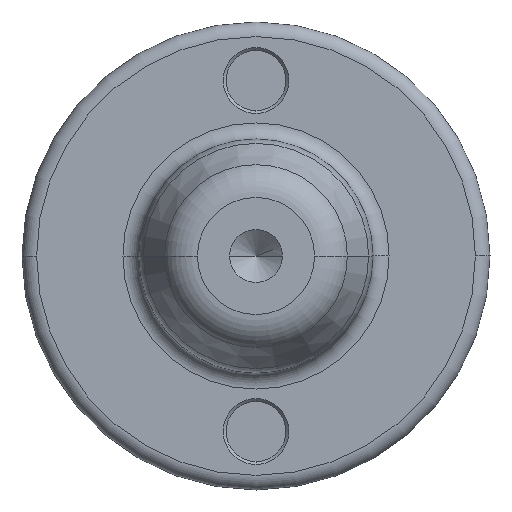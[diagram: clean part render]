
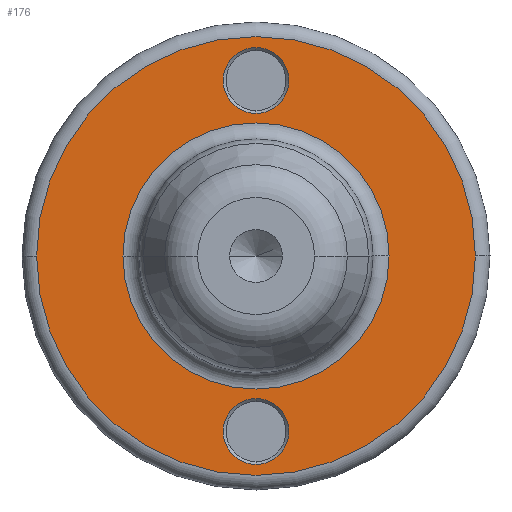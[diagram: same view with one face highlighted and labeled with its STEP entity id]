
A CAD part, front view. The second image highlights one B-rep face of the part: STEP entity #176.
In plain terms, the highlighted planar face has unit normal (0, -1, 0).
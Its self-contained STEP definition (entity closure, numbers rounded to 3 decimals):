
#20 = ORIENTED_EDGE ( 'NONE', *, *, #789, .T. ) ;
#27 = DIRECTION ( 'NONE',  ( 0., 1., 0. ) ) ;
#49 = CARTESIAN_POINT ( 'NONE',  ( 0., 16.2, -9.75 ) ) ;
#53 = AXIS2_PLACEMENT_3D ( 'NONE', #1321, #1331, #1205 ) ;
#81 = CARTESIAN_POINT ( 'NONE',  ( -9.1, 16.2, 0. ) ) ;
#83 = DIRECTION ( 'NONE',  ( 0., 1., 0. ) ) ;
#126 = FACE_BOUND ( 'NONE', #148, .T. ) ;
#148 = EDGE_LOOP ( 'NONE', ( #20, #463 ) ) ;
#169 = EDGE_CURVE ( 'NONE', #1162, #852, #1293, .T. ) ;
#176 = ADVANCED_FACE ( 'NONE', ( #531, #126, #1018, #267 ), #636, .T. ) ;
#191 = ORIENTED_EDGE ( 'NONE', *, *, #169, .F. ) ;
#201 = EDGE_CURVE ( 'NONE', #277, #879, #580, .T. ) ;
#204 = AXIS2_PLACEMENT_3D ( 'NONE', #1485, #1263, #1124 ) ;
#215 = DIRECTION ( 'NONE',  ( 0., 1., 0. ) ) ;
#240 = AXIS2_PLACEMENT_3D ( 'NONE', #490, #818, #1099 ) ;
#257 = EDGE_CURVE ( 'NONE', #852, #1162, #657, .T. ) ;
#267 = FACE_BOUND ( 'NONE', #809, .T. ) ;
#277 = VERTEX_POINT ( 'NONE', #728 ) ;
#304 = AXIS2_PLACEMENT_3D ( 'NONE', #756, #27, #1504 ) ;
#346 = EDGE_LOOP ( 'NONE', ( #481, #191 ) ) ;
#394 = VERTEX_POINT ( 'NONE', #49 ) ;
#463 = ORIENTED_EDGE ( 'NONE', *, *, #1471, .T. ) ;
#476 = VERTEX_POINT ( 'NONE', #1068 ) ;
#481 = ORIENTED_EDGE ( 'NONE', *, *, #257, .F. ) ;
#490 = CARTESIAN_POINT ( 'NONE',  ( 0., 16.2, 12. ) ) ;
#522 = EDGE_CURVE ( 'NONE', #1154, #394, #786, .T. ) ;
#531 = FACE_BOUND ( 'NONE', #1536, .T. ) ;
#545 = ORIENTED_EDGE ( 'NONE', *, *, #624, .F. ) ;
#578 = DIRECTION ( 'NONE',  ( 0., -1., 0. ) ) ;
#580 = CIRCLE ( 'NONE', #240, 2.25 ) ;
#585 = CARTESIAN_POINT ( 'NONE',  ( 0., 16.2, 14.25 ) ) ;
#624 = EDGE_CURVE ( 'NONE', #879, #277, #1567, .T. ) ;
#636 = PLANE ( 'NONE',  #204 ) ;
#657 = CIRCLE ( 'NONE', #1227, 15. ) ;
#706 = CARTESIAN_POINT ( 'NONE',  ( 0., 16.2, 0. ) ) ;
#728 = CARTESIAN_POINT ( 'NONE',  ( 0., 16.2, 9.75 ) ) ;
#756 = CARTESIAN_POINT ( 'NONE',  ( 0., 16.2, 0. ) ) ;
#786 = CIRCLE ( 'NONE', #825, 2.25 ) ;
#789 = EDGE_CURVE ( 'NONE', #1553, #476, #843, .T. ) ;
#795 = CARTESIAN_POINT ( 'NONE',  ( 0., 16.2, 0. ) ) ;
#804 = DIRECTION ( 'NONE',  ( -1., 0., 0. ) ) ;
#809 = EDGE_LOOP ( 'NONE', ( #1184, #1427 ) ) ;
#818 = DIRECTION ( 'NONE',  ( 0., -1., 0. ) ) ;
#825 = AXIS2_PLACEMENT_3D ( 'NONE', #1494, #1255, #989 ) ;
#834 = DIRECTION ( 'NONE',  ( -1., 0., 0. ) ) ;
#843 = CIRCLE ( 'NONE', #961, 9.1 ) ;
#852 = VERTEX_POINT ( 'NONE', #1559 ) ;
#879 = VERTEX_POINT ( 'NONE', #585 ) ;
#895 = DIRECTION ( 'NONE',  ( -1., 0., 0. ) ) ;
#923 = CARTESIAN_POINT ( 'NONE',  ( 15., 16.2, 0. ) ) ;
#924 = DIRECTION ( 'NONE',  ( 0., 0., -1. ) ) ;
#961 = AXIS2_PLACEMENT_3D ( 'NONE', #795, #215, #804 ) ;
#989 = DIRECTION ( 'NONE',  ( 0., 0., -1. ) ) ;
#1018 = FACE_OUTER_BOUND ( 'NONE', #346, .T. ) ;
#1048 = AXIS2_PLACEMENT_3D ( 'NONE', #706, #83, #895 ) ;
#1062 = CARTESIAN_POINT ( 'NONE',  ( 0., 16.2, -12. ) ) ;
#1068 = CARTESIAN_POINT ( 'NONE',  ( 9.1, 16.2, 0. ) ) ;
#1089 = CIRCLE ( 'NONE', #1048, 9.1 ) ;
#1099 = DIRECTION ( 'NONE',  ( 0., 0., -1. ) ) ;
#1124 = DIRECTION ( 'NONE',  ( 1., 0., 0. ) ) ;
#1154 = VERTEX_POINT ( 'NONE', #1183 ) ;
#1162 = VERTEX_POINT ( 'NONE', #923 ) ;
#1183 = CARTESIAN_POINT ( 'NONE',  ( 0., 16.2, -14.25 ) ) ;
#1184 = ORIENTED_EDGE ( 'NONE', *, *, #522, .F. ) ;
#1194 = CIRCLE ( 'NONE', #1348, 2.25 ) ;
#1205 = DIRECTION ( 'NONE',  ( 0., 0., -1. ) ) ;
#1220 = CARTESIAN_POINT ( 'NONE',  ( 0., 16.2, 0. ) ) ;
#1227 = AXIS2_PLACEMENT_3D ( 'NONE', #1220, #1583, #834 ) ;
#1255 = DIRECTION ( 'NONE',  ( 0., -1., 0. ) ) ;
#1263 = DIRECTION ( 'NONE',  ( 0., -1., 0. ) ) ;
#1293 = CIRCLE ( 'NONE', #304, 15. ) ;
#1298 = ORIENTED_EDGE ( 'NONE', *, *, #201, .F. ) ;
#1321 = CARTESIAN_POINT ( 'NONE',  ( 0., 16.2, 12. ) ) ;
#1331 = DIRECTION ( 'NONE',  ( 0., -1., 0. ) ) ;
#1348 = AXIS2_PLACEMENT_3D ( 'NONE', #1062, #578, #924 ) ;
#1427 = ORIENTED_EDGE ( 'NONE', *, *, #1574, .F. ) ;
#1471 = EDGE_CURVE ( 'NONE', #476, #1553, #1089, .T. ) ;
#1485 = CARTESIAN_POINT ( 'NONE',  ( -15., 16.2, 0. ) ) ;
#1494 = CARTESIAN_POINT ( 'NONE',  ( 0., 16.2, -12. ) ) ;
#1504 = DIRECTION ( 'NONE',  ( -1., 0., 0. ) ) ;
#1536 = EDGE_LOOP ( 'NONE', ( #1298, #545 ) ) ;
#1553 = VERTEX_POINT ( 'NONE', #81 ) ;
#1559 = CARTESIAN_POINT ( 'NONE',  ( -15., 16.2, 0. ) ) ;
#1567 = CIRCLE ( 'NONE', #53, 2.25 ) ;
#1574 = EDGE_CURVE ( 'NONE', #394, #1154, #1194, .T. ) ;
#1583 = DIRECTION ( 'NONE',  ( 0., 1., 0. ) ) ;
